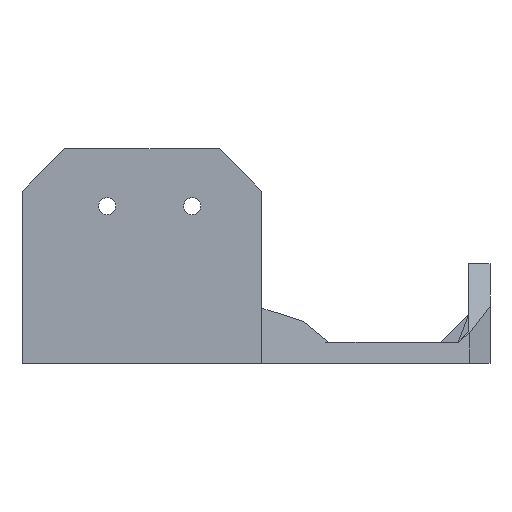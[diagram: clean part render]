
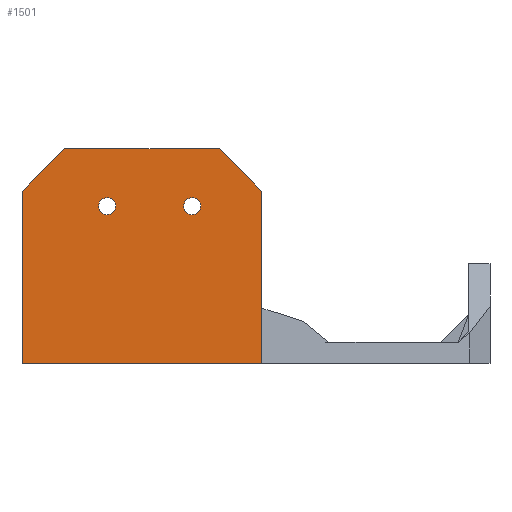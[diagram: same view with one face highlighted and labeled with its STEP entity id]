
A CAD part, front view. The second image highlights one B-rep face of the part: STEP entity #1501.
In plain terms, the highlighted planar face has unit normal (0, -1, 0).
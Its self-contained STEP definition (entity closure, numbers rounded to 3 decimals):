
#2=CARTESIAN_POINT('',(114.558,74.499,236.392));
#3=DIRECTION('',(0.,-1.,0.));
#4=DIRECTION('',(1.,0.,0.));
#5=AXIS2_PLACEMENT_3D('',#2,#3,#4);
#7=CARTESIAN_POINT('',(114.558,74.499,236.392));
#8=DIRECTION('',(0.,-1.,0.));
#9=DIRECTION('',(-1.,0.,0.));
#10=AXIS2_PLACEMENT_3D('',#7,#8,#9);
#12=CARTESIAN_POINT('',(134.558,74.499,236.392));
#13=DIRECTION('',(0.,-1.,0.));
#14=DIRECTION('',(1.,0.,0.));
#15=AXIS2_PLACEMENT_3D('',#12,#13,#14);
#17=CARTESIAN_POINT('',(134.558,74.499,236.392));
#18=DIRECTION('',(0.,-1.,0.));
#19=DIRECTION('',(-1.,0.,0.));
#20=AXIS2_PLACEMENT_3D('',#17,#18,#19);
#22=DIRECTION('',(0.,0.,-1.));
#23=VECTOR('',#22,13.);
#24=CARTESIAN_POINT('',(150.949,74.499,212.439));
#25=LINE('',#24,#23);
#26=DIRECTION('',(0.,0.,-1.));
#27=VECTOR('',#26,40.518);
#28=CARTESIAN_POINT('',(94.558,74.499,239.957));
#29=LINE('',#28,#27);
#30=DIRECTION('',(-0.707,0.,-0.707));
#31=VECTOR('',#30,14.142);
#32=CARTESIAN_POINT('',(104.558,74.499,249.957));
#33=LINE('',#32,#31);
#34=DIRECTION('',(-1.,0.,0.));
#35=VECTOR('',#34,36.391);
#36=CARTESIAN_POINT('',(140.949,74.499,249.957));
#37=LINE('',#36,#35);
#38=DIRECTION('',(-0.707,0.,0.707));
#39=VECTOR('',#38,14.142);
#40=CARTESIAN_POINT('',(150.949,74.499,239.957));
#41=LINE('',#40,#39);
#42=DIRECTION('',(0.,0.,1.));
#43=VECTOR('',#42,27.518);
#44=CARTESIAN_POINT('',(150.949,74.499,212.439));
#45=LINE('',#44,#43);
#182=DIRECTION('',(-1.,0.,0.));
#183=VECTOR('',#182,56.391);
#184=CARTESIAN_POINT('',(150.949,74.499,199.439));
#185=LINE('',#184,#183);
#1154=CARTESIAN_POINT('',(104.558,74.499,249.957));
#1155=CARTESIAN_POINT('',(94.558,74.499,239.957));
#1156=VERTEX_POINT('',#1154);
#1157=VERTEX_POINT('',#1155);
#1158=CARTESIAN_POINT('',(94.558,74.499,199.439));
#1159=VERTEX_POINT('',#1158);
#1316=CARTESIAN_POINT('',(116.558,74.499,236.392));
#1317=CARTESIAN_POINT('',(112.558,74.499,236.392));
#1318=VERTEX_POINT('',#1316);
#1319=VERTEX_POINT('',#1317);
#1324=CARTESIAN_POINT('',(136.558,74.499,236.392));
#1325=CARTESIAN_POINT('',(132.558,74.499,236.392));
#1326=VERTEX_POINT('',#1324);
#1327=VERTEX_POINT('',#1325);
#1412=CARTESIAN_POINT('',(150.949,74.499,239.957));
#1413=CARTESIAN_POINT('',(140.949,74.499,249.957));
#1414=VERTEX_POINT('',#1412);
#1415=VERTEX_POINT('',#1413);
#1422=CARTESIAN_POINT('',(150.949,74.499,212.439));
#1423=CARTESIAN_POINT('',(150.949,74.499,199.439));
#1424=VERTEX_POINT('',#1422);
#1425=VERTEX_POINT('',#1423);
#1468=CARTESIAN_POINT('',(104.291,74.499,239.066));
#1469=DIRECTION('',(0.,-1.,0.));
#1470=DIRECTION('',(0.,0.,-1.));
#1471=AXIS2_PLACEMENT_3D('',#1468,#1469,#1470);
#1472=PLANE('',#1471);
#1474=ORIENTED_EDGE('',*,*,#1473,.T.);
#1476=ORIENTED_EDGE('',*,*,#1475,.T.);
#1478=ORIENTED_EDGE('',*,*,#1477,.F.);
#1480=ORIENTED_EDGE('',*,*,#1479,.F.);
#1482=ORIENTED_EDGE('',*,*,#1481,.F.);
#1484=ORIENTED_EDGE('',*,*,#1483,.F.);
#1486=ORIENTED_EDGE('',*,*,#1485,.F.);
#1487=EDGE_LOOP('',(#1474,#1476,#1478,#1480,#1482,#1484,#1486));
#1488=FACE_OUTER_BOUND('',#1487,.F.);
#1490=ORIENTED_EDGE('',*,*,#1489,.T.);
#1492=ORIENTED_EDGE('',*,*,#1491,.T.);
#1493=EDGE_LOOP('',(#1490,#1492));
#1494=FACE_BOUND('',#1493,.F.);
#1496=ORIENTED_EDGE('',*,*,#1495,.T.);
#1498=ORIENTED_EDGE('',*,*,#1497,.T.);
#1499=EDGE_LOOP('',(#1496,#1498));
#1500=FACE_BOUND('',#1499,.F.);
#1501=ADVANCED_FACE('',(#1488,#1494,#1500),#1472,.T.);
#6=CIRCLE('',#5,2.);
#11=CIRCLE('',#10,2.);
#16=CIRCLE('',#15,2.);
#21=CIRCLE('',#20,2.);
#1473=EDGE_CURVE('',#1424,#1425,#25,.T.);
#1475=EDGE_CURVE('',#1425,#1159,#185,.T.);
#1477=EDGE_CURVE('',#1157,#1159,#29,.T.);
#1479=EDGE_CURVE('',#1156,#1157,#33,.T.);
#1481=EDGE_CURVE('',#1415,#1156,#37,.T.);
#1483=EDGE_CURVE('',#1414,#1415,#41,.T.);
#1485=EDGE_CURVE('',#1424,#1414,#45,.T.);
#1489=EDGE_CURVE('',#1326,#1327,#16,.T.);
#1491=EDGE_CURVE('',#1327,#1326,#21,.T.);
#1495=EDGE_CURVE('',#1318,#1319,#6,.T.);
#1497=EDGE_CURVE('',#1319,#1318,#11,.T.);
